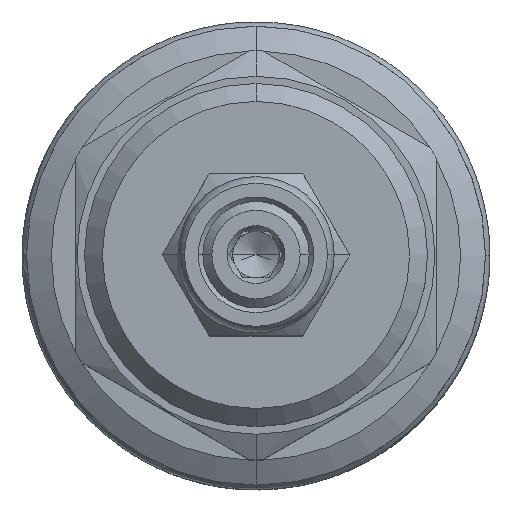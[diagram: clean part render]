
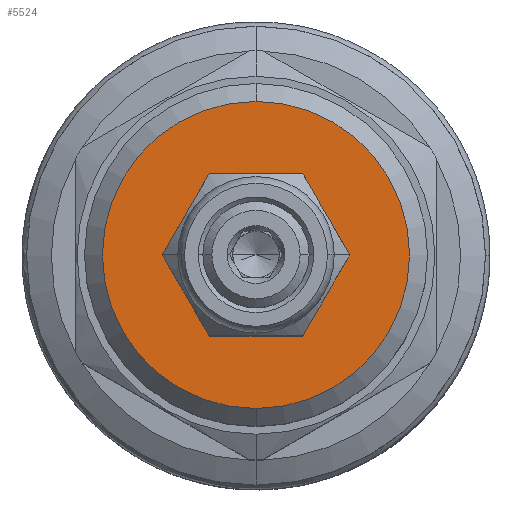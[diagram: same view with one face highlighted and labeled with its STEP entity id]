
A CAD part, top view. The second image highlights one B-rep face of the part: STEP entity #5524.
In plain terms, the highlighted planar face has unit normal (0, 0, 1).
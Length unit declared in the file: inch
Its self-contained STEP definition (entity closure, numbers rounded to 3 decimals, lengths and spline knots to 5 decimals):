
#1098=CARTESIAN_POINT('',(0.,0.,4.938));
#1099=DIRECTION('',(0.,0.,1.));
#1100=DIRECTION('',(-1.,0.,0.));
#1101=AXIS2_PLACEMENT_3D('',#1098,#1099,#1100);
#1103=CARTESIAN_POINT('',(0.,0.,4.938));
#1104=DIRECTION('',(0.,0.,1.));
#1105=DIRECTION('',(1.,0.,0.));
#1106=AXIS2_PLACEMENT_3D('',#1103,#1104,#1105);
#1108=CARTESIAN_POINT('',(0.,0.,4.938));
#1109=DIRECTION('',(0.,0.,1.));
#1110=DIRECTION('',(0.,-1.,0.));
#1111=AXIS2_PLACEMENT_3D('',#1108,#1109,#1110);
#1126=CARTESIAN_POINT('',(0.,0.,4.938));
#1127=DIRECTION('',(0.,0.,1.));
#1128=DIRECTION('',(0.,1.,0.));
#1129=AXIS2_PLACEMENT_3D('',#1126,#1127,#1128);
#4217=CARTESIAN_POINT('',(0.,0.532,4.938));
#4218=CARTESIAN_POINT('',(0.,-0.532,4.938));
#4219=VERTEX_POINT('',#4217);
#4220=VERTEX_POINT('',#4218);
#4417=CARTESIAN_POINT('',(-0.271,0.,4.938));
#4418=CARTESIAN_POINT('',(0.271,0.,4.938));
#4419=VERTEX_POINT('',#4417);
#4420=VERTEX_POINT('',#4418);
#5508=CARTESIAN_POINT('',(0.,0.,4.938));
#5509=DIRECTION('',(0.,0.,1.));
#5510=DIRECTION('',(0.,1.,0.));
#5511=AXIS2_PLACEMENT_3D('',#5508,#5509,#5510);
#5512=PLANE('',#5511);
#5514=ORIENTED_EDGE('',*,*,#5513,.F.);
#5516=ORIENTED_EDGE('',*,*,#5515,.F.);
#5517=EDGE_LOOP('',(#5514,#5516));
#5518=FACE_OUTER_BOUND('',#5517,.F.);
#5519=ORIENTED_EDGE('',*,*,#5498,.T.);
#5521=ORIENTED_EDGE('',*,*,#5520,.T.);
#5522=EDGE_LOOP('',(#5519,#5521));
#5523=FACE_BOUND('',#5522,.F.);
#5524=ADVANCED_FACE('',(#5518,#5523),#5512,.T.);
#1102=CIRCLE('',#1101,0.271);
#1107=CIRCLE('',#1106,0.271);
#1112=CIRCLE('',#1111,0.532);
#1130=CIRCLE('',#1129,0.532);
#5498=EDGE_CURVE('',#4419,#4420,#1102,.T.);
#5513=EDGE_CURVE('',#4220,#4219,#1112,.T.);
#5515=EDGE_CURVE('',#4219,#4220,#1130,.T.);
#5520=EDGE_CURVE('',#4420,#4419,#1107,.T.);
